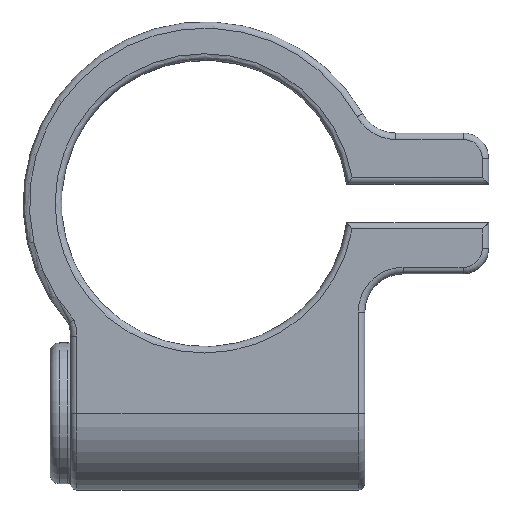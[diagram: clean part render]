
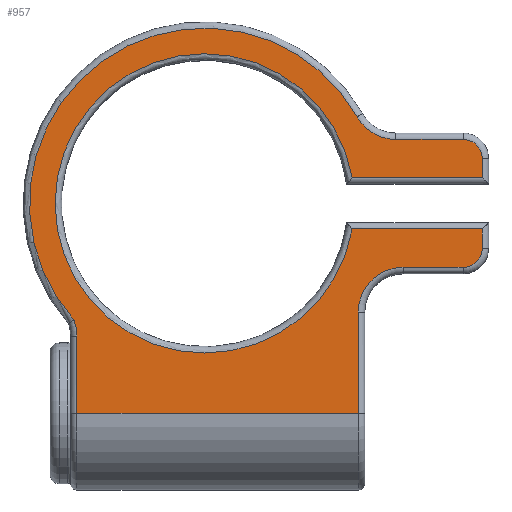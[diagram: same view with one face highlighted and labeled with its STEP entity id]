
A CAD part, top view. The second image highlights one B-rep face of the part: STEP entity #957.
In plain terms, the highlighted planar face has unit normal (0, 0, 1).
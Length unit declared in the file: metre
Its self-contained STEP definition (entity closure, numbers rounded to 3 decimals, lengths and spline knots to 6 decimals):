
#53=PLANE('',#1057);
#61=B_SPLINE_CURVE_WITH_KNOTS('',3,(#1627,#1628,#1629,#1630),
 .UNSPECIFIED.,.F.,.F.,(4,4),(0.02,0.9),.UNSPECIFIED.);
#102=LINE('',#1633,#151);
#103=LINE('',#1637,#152);
#104=LINE('',#1641,#153);
#105=LINE('',#1643,#154);
#106=LINE('',#1647,#155);
#107=LINE('',#1649,#156);
#108=LINE('',#1653,#157);
#109=LINE('',#1661,#158);
#151=VECTOR('',#1271,1.);
#152=VECTOR('',#1274,1.);
#153=VECTOR('',#1277,1.);
#154=VECTOR('',#1278,1.);
#155=VECTOR('',#1281,1.);
#156=VECTOR('',#1282,1.);
#157=VECTOR('',#1285,1.);
#158=VECTOR('',#1292,1.);
#235=ORIENTED_EDGE('',*,*,#494,.F.);
#236=ORIENTED_EDGE('',*,*,#495,.T.);
#237=ORIENTED_EDGE('',*,*,#496,.T.);
#238=ORIENTED_EDGE('',*,*,#497,.T.);
#239=ORIENTED_EDGE('',*,*,#498,.T.);
#240=ORIENTED_EDGE('',*,*,#499,.T.);
#241=ORIENTED_EDGE('',*,*,#500,.T.);
#242=ORIENTED_EDGE('',*,*,#501,.T.);
#243=ORIENTED_EDGE('',*,*,#502,.T.);
#244=ORIENTED_EDGE('',*,*,#503,.T.);
#245=ORIENTED_EDGE('',*,*,#504,.T.);
#246=ORIENTED_EDGE('',*,*,#505,.T.);
#247=ORIENTED_EDGE('',*,*,#506,.T.);
#248=ORIENTED_EDGE('',*,*,#507,.T.);
#249=ORIENTED_EDGE('',*,*,#508,.T.);
#250=ORIENTED_EDGE('',*,*,#509,.T.);
#494=EDGE_CURVE('',#618,#619,#61,.T.);
#495=EDGE_CURVE('',#618,#620,#102,.F.);
#496=EDGE_CURVE('',#620,#621,#682,.F.);
#497=EDGE_CURVE('',#621,#622,#103,.F.);
#498=EDGE_CURVE('',#622,#623,#683,.T.);
#499=EDGE_CURVE('',#623,#624,#104,.F.);
#500=EDGE_CURVE('',#624,#625,#105,.F.);
#501=EDGE_CURVE('',#625,#626,#684,.F.);
#502=EDGE_CURVE('',#626,#627,#106,.T.);
#503=EDGE_CURVE('',#627,#628,#107,.T.);
#504=EDGE_CURVE('',#628,#629,#685,.T.);
#505=EDGE_CURVE('',#629,#630,#108,.T.);
#506=EDGE_CURVE('',#630,#631,#686,.F.);
#507=EDGE_CURVE('',#631,#632,#687,.T.);
#508=EDGE_CURVE('',#632,#633,#688,.F.);
#509=EDGE_CURVE('',#633,#619,#109,.F.);
#618=VERTEX_POINT('',#1631);
#619=VERTEX_POINT('',#1632);
#620=VERTEX_POINT('',#1634);
#621=VERTEX_POINT('',#1636);
#622=VERTEX_POINT('',#1638);
#623=VERTEX_POINT('',#1640);
#624=VERTEX_POINT('',#1642);
#625=VERTEX_POINT('',#1644);
#626=VERTEX_POINT('',#1646);
#627=VERTEX_POINT('',#1648);
#628=VERTEX_POINT('',#1650);
#629=VERTEX_POINT('',#1652);
#630=VERTEX_POINT('',#1654);
#631=VERTEX_POINT('',#1656);
#632=VERTEX_POINT('',#1658);
#633=VERTEX_POINT('',#1660);
#682=CIRCLE('',#1058,0.0035);
#683=CIRCLE('',#1059,0.0015);
#684=CIRCLE('',#1060,0.0117);
#685=CIRCLE('',#1061,0.0015);
#686=CIRCLE('',#1062,0.0035);
#687=CIRCLE('',#1063,0.0137);
#688=CIRCLE('',#1064,0.0035);
#755=EDGE_LOOP('',(#235,#236,#237,#238,#239,#240,#241,#242,#243,#244,#245,
#246,#247,#248,#249,#250));
#843=FACE_BOUND('',#755,.T.);
#957=ADVANCED_FACE('',(#843),#53,.T.);
#1057=AXIS2_PLACEMENT_3D('',#1626,#1269,#1270);
#1058=AXIS2_PLACEMENT_3D('',#1635,#1272,#1273);
#1059=AXIS2_PLACEMENT_3D('',#1639,#1275,#1276);
#1060=AXIS2_PLACEMENT_3D('',#1645,#1279,#1280);
#1061=AXIS2_PLACEMENT_3D('',#1651,#1283,#1284);
#1062=AXIS2_PLACEMENT_3D('',#1655,#1286,#1287);
#1063=AXIS2_PLACEMENT_3D('',#1657,#1288,#1289);
#1064=AXIS2_PLACEMENT_3D('',#1659,#1290,#1291);
#1269=DIRECTION('',(0.,0.,1.));
#1270=DIRECTION('',(1.,0.,0.));
#1271=DIRECTION('',(0.,-1.,0.));
#1272=DIRECTION('',(0.,0.,1.));
#1273=DIRECTION('',(1.,0.,0.));
#1274=DIRECTION('',(-1.,0.,0.));
#1275=DIRECTION('',(0.,0.,1.));
#1276=DIRECTION('',(1.,0.,0.));
#1277=DIRECTION('',(0.,-1.,0.));
#1278=DIRECTION('',(1.,0.,0.));
#1279=DIRECTION('',(0.,0.,1.));
#1280=DIRECTION('',(1.,0.,0.));
#1281=DIRECTION('',(1.,0.,0.));
#1282=DIRECTION('',(0.,1.,0.));
#1283=DIRECTION('',(0.,0.,1.));
#1284=DIRECTION('',(1.,0.,0.));
#1285=DIRECTION('',(-1.,0.,0.));
#1286=DIRECTION('',(0.,0.,1.));
#1287=DIRECTION('',(1.,0.,0.));
#1288=DIRECTION('',(0.,0.,1.));
#1289=DIRECTION('',(1.,0.,0.));
#1290=DIRECTION('',(0.,0.,1.));
#1291=DIRECTION('',(1.,0.,0.));
#1292=DIRECTION('',(0.,1.,0.));
#1626=CARTESIAN_POINT('',(0.004,0.,0.006));
#1627=CARTESIAN_POINT('',(0.01201,-0.016415,0.006));
#1628=CARTESIAN_POINT('',(0.004676,-0.016415,0.006));
#1629=CARTESIAN_POINT('',(-0.002657,-0.016415,0.006));
#1630=CARTESIAN_POINT('',(-0.00999,-0.016415,0.006));
#1631=CARTESIAN_POINT('',(0.01201,-0.016415,0.006));
#1632=CARTESIAN_POINT('',(-0.00999,-0.016415,0.006));
#1633=CARTESIAN_POINT('',(0.01201,0.,0.006));
#1634=CARTESIAN_POINT('',(0.01201,-0.0085,0.006));
#1635=CARTESIAN_POINT('',(0.01551,-0.0085,0.006));
#1636=CARTESIAN_POINT('',(0.01551,-0.005,0.006));
#1637=CARTESIAN_POINT('',(0.004,-0.005,0.006));
#1638=CARTESIAN_POINT('',(0.0202,-0.005,0.006));
#1639=CARTESIAN_POINT('',(0.0202,-0.0035,0.006));
#1640=CARTESIAN_POINT('',(0.0217,-0.0035,0.006));
#1641=CARTESIAN_POINT('',(0.0217,0.,0.006));
#1642=CARTESIAN_POINT('',(0.0217,-0.002,0.006));
#1643=CARTESIAN_POINT('',(0.004,-0.002,0.006));
#1644=CARTESIAN_POINT('',(0.011528,-0.002,0.006));
#1645=CARTESIAN_POINT('',(0.,0.,0.006));
#1646=CARTESIAN_POINT('',(0.011528,0.002,0.006));
#1647=CARTESIAN_POINT('',(0.0222,0.002,0.006));
#1648=CARTESIAN_POINT('',(0.0217,0.002,0.006));
#1649=CARTESIAN_POINT('',(0.0217,0.0035,0.006));
#1650=CARTESIAN_POINT('',(0.0217,0.0035,0.006));
#1651=CARTESIAN_POINT('',(0.0202,0.0035,0.006));
#1652=CARTESIAN_POINT('',(0.0202,0.005,0.006));
#1653=CARTESIAN_POINT('',(0.014953,0.005,0.006));
#1654=CARTESIAN_POINT('',(0.014953,0.005,0.006));
#1655=CARTESIAN_POINT('',(0.014953,0.0085,0.006));
#1656=CARTESIAN_POINT('',(0.01191,0.00677,0.006));
#1657=CARTESIAN_POINT('',(0.,0.,0.006));
#1658=CARTESIAN_POINT('',(-0.01022,-0.009124,0.006));
#1659=CARTESIAN_POINT('',(-0.01349,-0.01037,0.006));
#1660=CARTESIAN_POINT('',(-0.00999,-0.01037,0.006));
#1661=CARTESIAN_POINT('',(-0.00999,0.,0.006));
